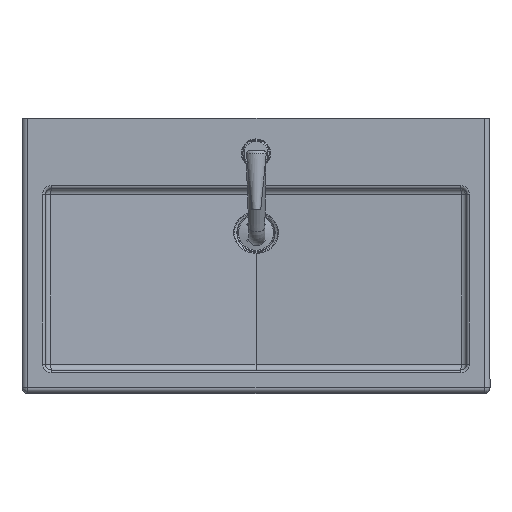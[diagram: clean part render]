
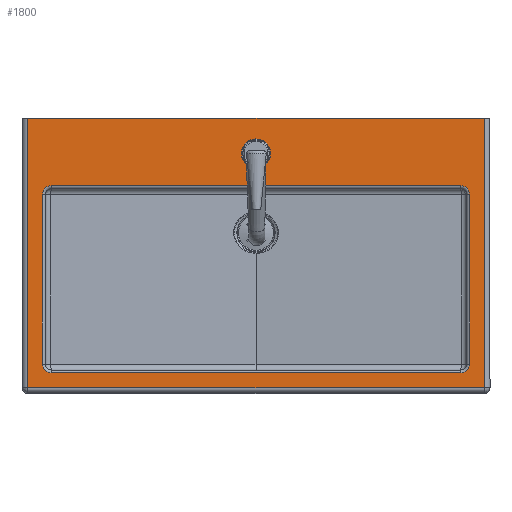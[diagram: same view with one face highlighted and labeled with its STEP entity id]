
A CAD part, top view. The second image highlights one B-rep face of the part: STEP entity #1800.
In plain terms, the highlighted planar face has unit normal (0, 0, 1).
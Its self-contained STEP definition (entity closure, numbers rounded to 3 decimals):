
#1368=CARTESIAN_POINT('',(722.013,-417.819,135.0));
#1369=VERTEX_POINT('',#1368);
#1387=CARTESIAN_POINT('',(22.013,-417.819,135.0));
#1388=VERTEX_POINT('',#1387);
#1396=CARTESIAN_POINT('',(22.013,-417.819,135.0));
#1397=DIRECTION('',(1.0,0.0,0.0));
#1398=VECTOR('',#1397,700.);
#1399=LINE('',#1396,#1398);
#1400=EDGE_CURVE('',#1388,#1369,#1399,.T.);
#1410=CARTESIAN_POINT('',(737.013,-402.819,135.0));
#1411=VERTEX_POINT('',#1410);
#1429=CARTESIAN_POINT('',(722.013,-402.819,135.0));
#1430=DIRECTION('',(0.0,0.0,1.));
#1431=DIRECTION('',(0.707,-0.707,0.0));
#1432=AXIS2_PLACEMENT_3D('',#1429,#1430,#1431);
#1433=CIRCLE('',#1432,15.0);
#1434=EDGE_CURVE('',#1369,#1411,#1433,.T.);
#1446=CARTESIAN_POINT('',(7.013,-402.819,135.0));
#1447=VERTEX_POINT('',#1446);
#1455=CARTESIAN_POINT('',(22.013,-402.819,135.0));
#1456=DIRECTION('',(0.0,0.0,1.0));
#1457=DIRECTION('',(-0.707,-0.707,0.0));
#1458=AXIS2_PLACEMENT_3D('',#1455,#1456,#1457);
#1459=CIRCLE('',#1458,15.);
#1460=EDGE_CURVE('',#1447,#1388,#1459,.T.);
#1478=CARTESIAN_POINT('',(737.013,-112.819,135.0));
#1479=VERTEX_POINT('',#1478);
#1496=CARTESIAN_POINT('',(737.013,-402.819,135.0));
#1497=DIRECTION('',(0.0,1.0,0.0));
#1498=VECTOR('',#1497,290.);
#1499=LINE('',#1496,#1498);
#1500=EDGE_CURVE('',#1411,#1479,#1499,.T.);
#1512=CARTESIAN_POINT('',(7.013,-112.819,135.0));
#1513=VERTEX_POINT('',#1512);
#1521=CARTESIAN_POINT('',(7.013,-112.819,135.0));
#1522=DIRECTION('',(0.0,-1.0,0.0));
#1523=VECTOR('',#1522,290.0);
#1524=LINE('',#1521,#1523);
#1525=EDGE_CURVE('',#1513,#1447,#1524,.T.);
#1542=CARTESIAN_POINT('',(722.013,-97.819,135.0));
#1543=VERTEX_POINT('',#1542);
#1561=CARTESIAN_POINT('',(722.013,-112.819,135.0));
#1562=DIRECTION('',(0.0,0.0,1.));
#1563=DIRECTION('',(0.707,0.707,0.0));
#1564=AXIS2_PLACEMENT_3D('',#1561,#1562,#1563);
#1565=CIRCLE('',#1564,15.);
#1566=EDGE_CURVE('',#1479,#1543,#1565,.T.);
#1578=CARTESIAN_POINT('',(22.013,-97.819,135.0));
#1579=VERTEX_POINT('',#1578);
#1587=CARTESIAN_POINT('',(22.013,-112.819,135.0));
#1588=DIRECTION('',(0.0,0.0,1.));
#1589=DIRECTION('',(-0.707,0.707,0.0));
#1590=AXIS2_PLACEMENT_3D('',#1587,#1588,#1589);
#1591=CIRCLE('',#1590,15.);
#1592=EDGE_CURVE('',#1579,#1513,#1591,.T.);
#1611=CARTESIAN_POINT('',(722.013,-97.819,135.0));
#1612=DIRECTION('',(-1.0,0.0,0.0));
#1613=VECTOR('',#1612,700.);
#1614=LINE('',#1611,#1613);
#1615=EDGE_CURVE('',#1543,#1579,#1614,.T.);
#1740=CARTESIAN_POINT('',(372.013,-217.819,135.0));
#1741=DIRECTION('',(0.0,0.0,1.0));
#1742=DIRECTION('',(1.0,0.0,0.0));
#1743=AXIS2_PLACEMENT_3D('',#1740,#1741,#1742);
#1744=PLANE('',#1743);
#1745=CARTESIAN_POINT('',(-17.987,-442.819,135.0));
#1746=VERTEX_POINT('',#1745);
#1747=CARTESIAN_POINT('',(-17.987,17.181,135.0));
#1748=VERTEX_POINT('',#1747);
#1749=CARTESIAN_POINT('',(-17.987,-442.819,135.0));
#1750=DIRECTION('',(0.0,1.0,0.0));
#1751=VECTOR('',#1750,460.0);
#1752=LINE('',#1749,#1751);
#1753=EDGE_CURVE('',#1746,#1748,#1752,.T.);
#1754=ORIENTED_EDGE('',*,*,#1753,.F.);
#1755=CARTESIAN_POINT('',(762.013,-442.819,135.0));
#1756=VERTEX_POINT('',#1755);
#1757=CARTESIAN_POINT('',(762.013,-442.819,135.0));
#1758=DIRECTION('',(-1.0,0.0,0.0));
#1759=VECTOR('',#1758,780.);
#1760=LINE('',#1757,#1759);
#1761=EDGE_CURVE('',#1756,#1746,#1760,.T.);
#1762=ORIENTED_EDGE('',*,*,#1761,.F.);
#1763=CARTESIAN_POINT('',(762.013,17.181,135.0));
#1764=VERTEX_POINT('',#1763);
#1765=CARTESIAN_POINT('',(762.013,17.181,135.0));
#1766=DIRECTION('',(0.0,-1.0,0.0));
#1767=VECTOR('',#1766,460.);
#1768=LINE('',#1765,#1767);
#1769=EDGE_CURVE('',#1764,#1756,#1768,.T.);
#1770=ORIENTED_EDGE('',*,*,#1769,.F.);
#1771=CARTESIAN_POINT('',(-17.987,17.181,135.0));
#1772=DIRECTION('',(1.0,0.0,0.0));
#1773=VECTOR('',#1772,780.);
#1774=LINE('',#1771,#1773);
#1775=EDGE_CURVE('',#1748,#1764,#1774,.T.);
#1776=ORIENTED_EDGE('',*,*,#1775,.F.);
#1777=EDGE_LOOP('',(#1754,#1762,#1770,#1776));
#1778=FACE_OUTER_BOUND('',#1777,.T.);
#1779=CARTESIAN_POINT('',(392.513,-42.819,135.0));
#1780=VERTEX_POINT('',#1779);
#1781=CARTESIAN_POINT('',(372.013,-42.819,135.0));
#1782=DIRECTION('',(0.0,0.0,1.0));
#1783=DIRECTION('',(-1.0,0.0,0.0));
#1784=AXIS2_PLACEMENT_3D('',#1781,#1782,#1783);
#1785=CIRCLE('',#1784,20.5);
#1786=EDGE_CURVE('',#1780,#1780,#1785,.T.);
#1787=ORIENTED_EDGE('',*,*,#1786,.F.);
#1788=EDGE_LOOP('',(#1787));
#1789=FACE_BOUND('',#1788,.T.);
#1790=ORIENTED_EDGE('',*,*,#1400,.F.);
#1791=ORIENTED_EDGE('',*,*,#1460,.F.);
#1792=ORIENTED_EDGE('',*,*,#1525,.F.);
#1793=ORIENTED_EDGE('',*,*,#1592,.F.);
#1794=ORIENTED_EDGE('',*,*,#1615,.F.);
#1795=ORIENTED_EDGE('',*,*,#1566,.F.);
#1796=ORIENTED_EDGE('',*,*,#1500,.F.);
#1797=ORIENTED_EDGE('',*,*,#1434,.F.);
#1798=EDGE_LOOP('',(#1790,#1791,#1792,#1793,#1794,#1795,#1796,#1797));
#1799=FACE_BOUND('',#1798,.T.);
#1800=ADVANCED_FACE('',(#1778,#1789,#1799),#1744,.T.);
